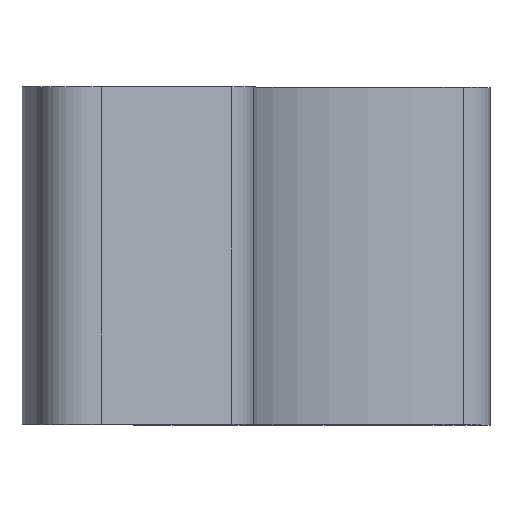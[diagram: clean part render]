
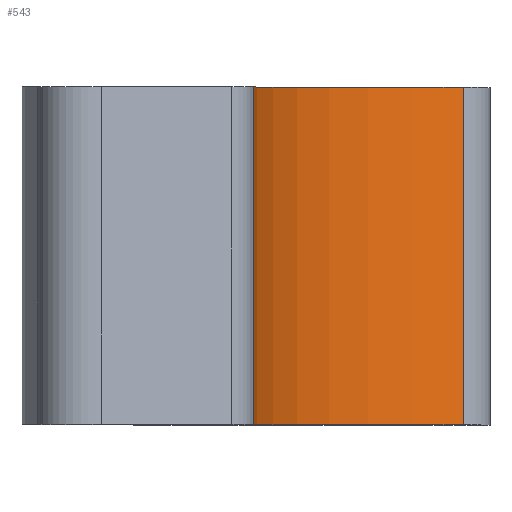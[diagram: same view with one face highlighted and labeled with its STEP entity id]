
A CAD part, top view. The second image highlights one B-rep face of the part: STEP entity #543.
In plain terms, the highlighted cylindrical face has radius 16 mm (diameter 32 mm), a partial arc.
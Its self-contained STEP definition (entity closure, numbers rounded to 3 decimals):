
#4 = CARTESIAN_POINT ( 'NONE',  ( -15.877, 0., 1.982 ) ) ;
#7 = VERTEX_POINT ( 'NONE', #583 ) ;
#16 = DIRECTION ( 'NONE',  ( 0., -1., 0. ) ) ;
#21 = VERTEX_POINT ( 'NONE', #176 ) ;
#23 = EDGE_LOOP ( 'NONE', ( #440, #148, #203, #345 ) ) ;
#68 = DIRECTION ( 'NONE',  ( 0., 0., 1. ) ) ;
#96 = CARTESIAN_POINT ( 'NONE',  ( 0., 0., 0. ) ) ;
#125 = CIRCLE ( 'NONE', #278, 16. ) ;
#127 = EDGE_CURVE ( 'NONE', #7, #143, #262, .T. ) ;
#143 = VERTEX_POINT ( 'NONE', #4 ) ;
#148 = ORIENTED_EDGE ( 'NONE', *, *, #347, .F. ) ;
#176 = CARTESIAN_POINT ( 'NONE',  ( -6.222, 15.5, -14.741 ) ) ;
#193 = CARTESIAN_POINT ( 'NONE',  ( 0., 15.5, 0. ) ) ;
#203 = ORIENTED_EDGE ( 'NONE', *, *, #395, .F. ) ;
#225 = CYLINDRICAL_SURFACE ( 'NONE', #363, 16. ) ;
#227 = DIRECTION ( 'NONE',  ( 0., 0., 1. ) ) ;
#262 = LINE ( 'NONE', #405, #353 ) ;
#268 = AXIS2_PLACEMENT_3D ( 'NONE', #96, #324, #227 ) ;
#278 = AXIS2_PLACEMENT_3D ( 'NONE', #527, #16, #68 ) ;
#318 = DIRECTION ( 'NONE',  ( 0., -1., 0. ) ) ;
#324 = DIRECTION ( 'NONE',  ( 0., -1., 0. ) ) ;
#345 = ORIENTED_EDGE ( 'NONE', *, *, #127, .T. ) ;
#347 = EDGE_CURVE ( 'NONE', #21, #437, #397, .T. ) ;
#353 = VECTOR ( 'NONE', #318, 1000. ) ;
#363 = AXIS2_PLACEMENT_3D ( 'NONE', #193, #415, #386 ) ;
#383 = CIRCLE ( 'NONE', #268, 16. ) ;
#386 = DIRECTION ( 'NONE',  ( 0., 0., -1. ) ) ;
#395 = EDGE_CURVE ( 'NONE', #7, #21, #125, .T. ) ;
#397 = LINE ( 'NONE', #578, #589 ) ;
#405 = CARTESIAN_POINT ( 'NONE',  ( -15.877, 15.5, 1.982 ) ) ;
#415 = DIRECTION ( 'NONE',  ( 0., -1., 0. ) ) ;
#437 = VERTEX_POINT ( 'NONE', #513 ) ;
#440 = ORIENTED_EDGE ( 'NONE', *, *, #452, .T. ) ;
#452 = EDGE_CURVE ( 'NONE', #143, #437, #383, .T. ) ;
#469 = FACE_OUTER_BOUND ( 'NONE', #23, .T. ) ;
#513 = CARTESIAN_POINT ( 'NONE',  ( -6.222, 0., -14.741 ) ) ;
#527 = CARTESIAN_POINT ( 'NONE',  ( 0., 15.5, 0. ) ) ;
#543 = ADVANCED_FACE ( 'NONE', ( #469 ), #225, .F. ) ;
#575 = DIRECTION ( 'NONE',  ( 0., -1., 0. ) ) ;
#578 = CARTESIAN_POINT ( 'NONE',  ( -6.222, 15.5, -14.741 ) ) ;
#583 = CARTESIAN_POINT ( 'NONE',  ( -15.877, 15.5, 1.982 ) ) ;
#589 = VECTOR ( 'NONE', #575, 1000. ) ;
